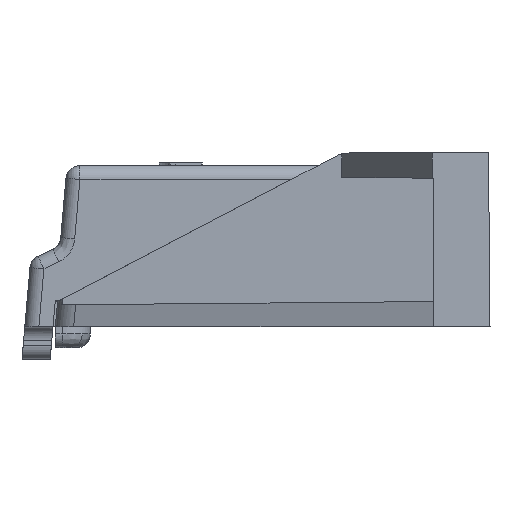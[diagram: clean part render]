
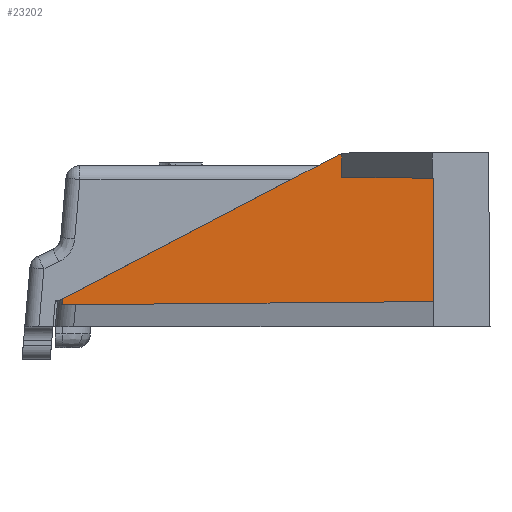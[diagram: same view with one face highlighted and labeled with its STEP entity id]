
A CAD part, left-side view. The second image highlights one B-rep face of the part: STEP entity #23202.
In plain terms, the highlighted planar face has unit normal (-1, 0.009, 0).
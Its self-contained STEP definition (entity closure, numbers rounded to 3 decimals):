
#1929 = FACE_OUTER_BOUND ( 'NONE', #41918, .T. ) ;
#2484 = LINE ( 'NONE', #41158, #56518 ) ;
#2811 =( BOUNDED_CURVE ( )  B_SPLINE_CURVE ( 3, ( #26126, #56401, #45794, #11595 ),
 .UNSPECIFIED., .F., .F. ) 
 B_SPLINE_CURVE_WITH_KNOTS ( ( 4, 4 ),
 ( 4.979, 5.194 ),
 .UNSPECIFIED. ) 
 CURVE ( )  GEOMETRIC_REPRESENTATION_ITEM ( )  RATIONAL_B_SPLINE_CURVE ( ( 1., 0.996, 0.996, 1. ) ) 
 REPRESENTATION_ITEM ( '' )  );
#5881 = DIRECTION ( 'NONE',  ( 0., 0., -1. ) ) ;
#6080 = VERTEX_POINT ( 'NONE', #51346 ) ;
#6224 = VERTEX_POINT ( 'NONE', #62946 ) ;
#10456 = VECTOR ( 'NONE', #23106, 1000. ) ;
#10784 = EDGE_CURVE ( 'NONE', #6224, #28181, #18267, .T. ) ;
#11595 = CARTESIAN_POINT ( 'NONE',  ( -60.239, 0.435, 12.173 ) ) ;
#11598 = EDGE_CURVE ( 'NONE', #13824, #6080, #55466, .T. ) ;
#11696 = VERTEX_POINT ( 'NONE', #50310 ) ;
#12240 = VECTOR ( 'NONE', #5881, 1000. ) ;
#13018 = ORIENTED_EDGE ( 'NONE', *, *, #28515, .T. ) ;
#13037 = CARTESIAN_POINT ( 'NONE',  ( -60.069, 19.955, 1.98 ) ) ;
#13354 = CARTESIAN_POINT ( 'NONE',  ( -60.069, 19.984, 1.569 ) ) ;
#13824 = VERTEX_POINT ( 'NONE', #43321 ) ;
#14172 = CARTESIAN_POINT ( 'NONE',  ( -60.243, 0.037, 10.6 ) ) ;
#15502 = EDGE_CURVE ( 'NONE', #13824, #28181, #15543, .T. ) ;
#15543 = LINE ( 'NONE', #30046, #12240 ) ;
#17226 = CARTESIAN_POINT ( 'NONE',  ( -60.069, 19.955, 1.98 ) ) ;
#17284 = DIRECTION ( 'NONE',  ( 0.008, 0.886, -0.463 ) ) ;
#18267 = LINE ( 'NONE', #62782, #10456 ) ;
#20281 = EDGE_CURVE ( 'NONE', #50247, #42383, #2484, .T. ) ;
#20390 =( BOUNDED_CURVE ( )  B_SPLINE_CURVE ( 3, ( #13037, #63368, #58495, #13354 ),
 .UNSPECIFIED., .F., .F. ) 
 B_SPLINE_CURVE_WITH_KNOTS ( ( 4, 4 ),
 ( 2.161, 2.166 ),
 .UNSPECIFIED. ) 
 CURVE ( )  GEOMETRIC_REPRESENTATION_ITEM ( )  RATIONAL_B_SPLINE_CURVE ( ( 1., 1., 1., 1. ) ) 
 REPRESENTATION_ITEM ( '' )  );
#22196 = PLANE ( 'NONE',  #40294 ) ;
#22804 = ORIENTED_EDGE ( 'NONE', *, *, #15502, .F. ) ;
#22963 = EDGE_CURVE ( 'NONE', #6080, #11696, #58359, .T. ) ;
#23106 = DIRECTION ( 'NONE',  ( -0.009, -1., 0.009 ) ) ;
#23202 = ADVANCED_FACE ( 'NONE', ( #1929 ), #22196, .T. ) ;
#23337 = VECTOR ( 'NONE', #45150, 1000. ) ;
#26126 = CARTESIAN_POINT ( 'NONE',  ( -60.243, 0.037, 12.329 ) ) ;
#28181 = VERTEX_POINT ( 'NONE', #41659 ) ;
#28515 = EDGE_CURVE ( 'NONE', #11696, #50247, #2811, .T. ) ;
#28688 = ORIENTED_EDGE ( 'NONE', *, *, #54522, .T. ) ;
#30046 = CARTESIAN_POINT ( 'NONE',  ( -60.3, -6.5, 0. ) ) ;
#37041 = DIRECTION ( 'NONE',  ( -0.009, -1., 0. ) ) ;
#40294 = AXIS2_PLACEMENT_3D ( 'NONE', #40934, #41563, #37041 ) ;
#40934 = CARTESIAN_POINT ( 'NONE',  ( -60.3, -6.5, 0. ) ) ;
#41158 = CARTESIAN_POINT ( 'NONE',  ( -60.199, 5.087, 9.744 ) ) ;
#41563 = DIRECTION ( 'NONE',  ( -1., 0.009, 0. ) ) ;
#41659 = CARTESIAN_POINT ( 'NONE',  ( -60.3, -6.5, 1.8 ) ) ;
#41918 = EDGE_LOOP ( 'NONE', ( #46759, #13018, #60812, #28688, #45008, #22804, #45573 ) ) ;
#42383 = VERTEX_POINT ( 'NONE', #17226 ) ;
#43321 = CARTESIAN_POINT ( 'NONE',  ( -60.3, -6.5, 10.6 ) ) ;
#45008 = ORIENTED_EDGE ( 'NONE', *, *, #10784, .T. ) ;
#45150 = DIRECTION ( 'NONE',  ( 0.009, 1., 0.009 ) ) ;
#45573 = ORIENTED_EDGE ( 'NONE', *, *, #11598, .T. ) ;
#45794 = CARTESIAN_POINT ( 'NONE',  ( -60.241, 0.308, 12.239 ) ) ;
#46759 = ORIENTED_EDGE ( 'NONE', *, *, #22963, .T. ) ;
#49384 = VECTOR ( 'NONE', #53845, 1000. ) ;
#50247 = VERTEX_POINT ( 'NONE', #50435 ) ;
#50310 = CARTESIAN_POINT ( 'NONE',  ( -60.243, 0.037, 12.329 ) ) ;
#50435 = CARTESIAN_POINT ( 'NONE',  ( -60.239, 0.435, 12.173 ) ) ;
#51274 = CARTESIAN_POINT ( 'NONE',  ( -60.295, -5.974, 10.605 ) ) ;
#51346 = CARTESIAN_POINT ( 'NONE',  ( -60.243, 0.037, 10.657 ) ) ;
#53845 = DIRECTION ( 'NONE',  ( 0., 0., 1. ) ) ;
#54522 = EDGE_CURVE ( 'NONE', #42383, #6224, #20390, .T. ) ;
#55466 = LINE ( 'NONE', #51274, #23337 ) ;
#56401 = CARTESIAN_POINT ( 'NONE',  ( -60.242, 0.175, 12.291 ) ) ;
#56518 = VECTOR ( 'NONE', #17284, 1000. ) ;
#58359 = LINE ( 'NONE', #14172, #49384 ) ;
#58495 = CARTESIAN_POINT ( 'NONE',  ( -60.069, 19.974, 1.706 ) ) ;
#60812 = ORIENTED_EDGE ( 'NONE', *, *, #20281, .T. ) ;
#62782 = CARTESIAN_POINT ( 'NONE',  ( -60.295, -5.974, 1.795 ) ) ;
#62946 = CARTESIAN_POINT ( 'NONE',  ( -60.069, 19.984, 1.569 ) ) ;
#63368 = CARTESIAN_POINT ( 'NONE',  ( -60.069, 19.965, 1.843 ) ) ;
